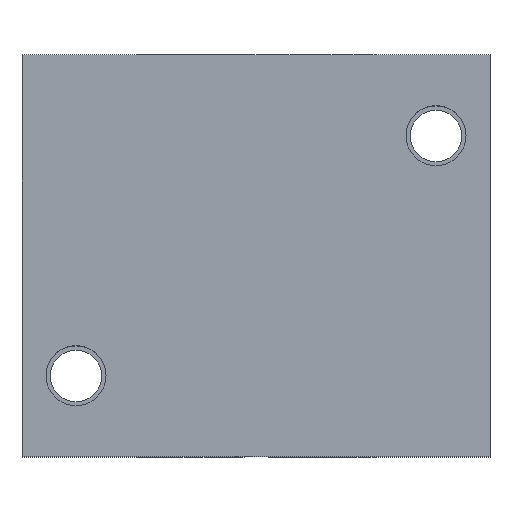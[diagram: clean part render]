
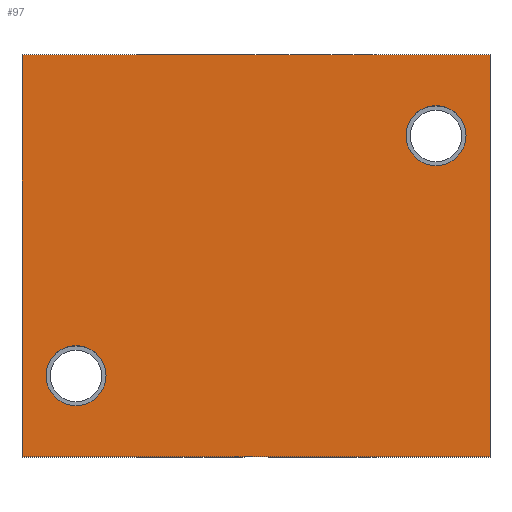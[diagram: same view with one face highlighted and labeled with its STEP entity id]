
A CAD part, top view. The second image highlights one B-rep face of the part: STEP entity #97.
In plain terms, the highlighted planar face has unit normal (0, 0, 1).
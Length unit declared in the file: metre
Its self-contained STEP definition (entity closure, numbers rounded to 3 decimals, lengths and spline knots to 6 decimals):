
#97 = ADVANCED_FACE( '', ( #204, #205, #206 ), #207, .T. );
#204 = FACE_BOUND( '', #313, .T. );
#205 = FACE_OUTER_BOUND( '', #314, .T. );
#206 = FACE_BOUND( '', #315, .T. );
#207 = PLANE( '', #316 );
#313 = EDGE_LOOP( '', ( #513 ) );
#314 = EDGE_LOOP( '', ( #514, #515, #516, #517 ) );
#315 = EDGE_LOOP( '', ( #518 ) );
#316 = AXIS2_PLACEMENT_3D( '', #519, #520, #521 );
#513 = ORIENTED_EDGE( '', *, *, #636, .T. );
#514 = ORIENTED_EDGE( '', *, *, #670, .F. );
#515 = ORIENTED_EDGE( '', *, *, #660, .F. );
#516 = ORIENTED_EDGE( '', *, *, #671, .T. );
#517 = ORIENTED_EDGE( '', *, *, #613, .T. );
#518 = ORIENTED_EDGE( '', *, *, #623, .T. );
#519 = CARTESIAN_POINT( '', ( -0.039, -0.0335, 0.03 ) );
#520 = DIRECTION( '', ( 0., 0., 1. ) );
#521 = DIRECTION( '', ( 1., 0., 0. ) );
#613 = EDGE_CURVE( '', #729, #727, #730, .T. );
#623 = EDGE_CURVE( '', #745, #745, #746, .T. );
#636 = EDGE_CURVE( '', #766, #766, #767, .T. );
#660 = EDGE_CURVE( '', #798, #800, #801, .T. );
#670 = EDGE_CURVE( '', #800, #727, #813, .T. );
#671 = EDGE_CURVE( '', #798, #729, #814, .T. );
#727 = VERTEX_POINT( '', #884 );
#729 = VERTEX_POINT( '', #887 );
#730 = LINE( '', #888, #889 );
#745 = VERTEX_POINT( '', #910 );
#746 = CIRCLE( '', #911, 0.005 );
#766 = VERTEX_POINT( '', #934 );
#767 = CIRCLE( '', #935, 0.005 );
#798 = VERTEX_POINT( '', #977 );
#800 = VERTEX_POINT( '', #980 );
#801 = LINE( '', #981, #982 );
#813 = LINE( '', #998, #999 );
#814 = LINE( '', #1000, #1001 );
#884 = CARTESIAN_POINT( '', ( 0.039, 0.0335, 0.03 ) );
#887 = CARTESIAN_POINT( '', ( 0.039, -0.0335, 0.03 ) );
#888 = CARTESIAN_POINT( '', ( 0.039, -0.0335, 0.03 ) );
#889 = VECTOR( '', #1046, 1. );
#910 = CARTESIAN_POINT( '', ( -0.03, -0.015, 0.03 ) );
#911 = AXIS2_PLACEMENT_3D( '', #1056, #1057, #1058 );
#934 = CARTESIAN_POINT( '', ( 0.03, 0.025, 0.03 ) );
#935 = AXIS2_PLACEMENT_3D( '', #1077, #1078, #1079 );
#977 = CARTESIAN_POINT( '', ( -0.039, -0.0335, 0.03 ) );
#980 = CARTESIAN_POINT( '', ( -0.039, 0.0335, 0.03 ) );
#981 = CARTESIAN_POINT( '', ( -0.039, -0.0335, 0.03 ) );
#982 = VECTOR( '', #1101, 1. );
#998 = CARTESIAN_POINT( '', ( -0.039, 0.0335, 0.03 ) );
#999 = VECTOR( '', #1112, 1. );
#1000 = CARTESIAN_POINT( '', ( -0.039, -0.0335, 0.03 ) );
#1001 = VECTOR( '', #1113, 1. );
#1046 = DIRECTION( '', ( 0., 1., 0. ) );
#1056 = CARTESIAN_POINT( '', ( -0.03, -0.02, 0.03 ) );
#1057 = DIRECTION( '', ( 0., 0., -1. ) );
#1058 = DIRECTION( '', ( 0., 1., 0. ) );
#1077 = CARTESIAN_POINT( '', ( 0.03, 0.02, 0.03 ) );
#1078 = DIRECTION( '', ( 0., 0., -1. ) );
#1079 = DIRECTION( '', ( 0., 1., 0. ) );
#1101 = DIRECTION( '', ( 0., 1., 0. ) );
#1112 = DIRECTION( '', ( 1., 0., 0. ) );
#1113 = DIRECTION( '', ( 1., 0., 0. ) );
